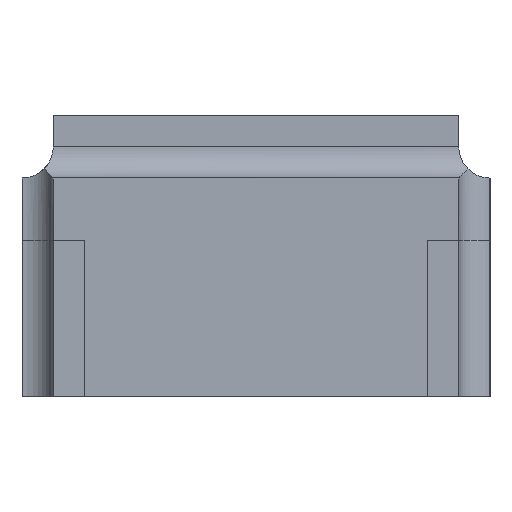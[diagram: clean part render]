
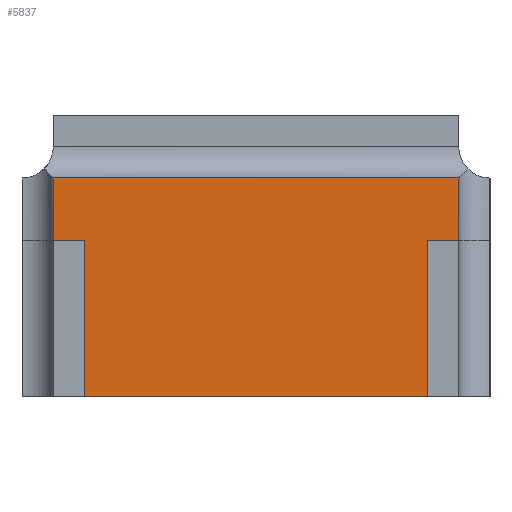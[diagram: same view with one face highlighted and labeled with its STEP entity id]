
A CAD part, left-side view. The second image highlights one B-rep face of the part: STEP entity #5837.
In plain terms, the highlighted planar face has unit normal (-1, 0, 0).
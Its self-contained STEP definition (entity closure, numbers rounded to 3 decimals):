
#158=PLANE('',#6137);
#414=FACE_OUTER_BOUND('',#746,.T.);
#746=EDGE_LOOP('',(#4628,#4629,#4630,#4631,#4632,#4633,#4634,#4635));
#1162=LINE('',#9136,#1758);
#1163=LINE('',#9141,#1759);
#1172=LINE('',#9160,#1768);
#1177=LINE('',#9171,#1773);
#1194=LINE('',#9204,#1790);
#1195=LINE('',#9206,#1791);
#1198=LINE('',#9212,#1794);
#1199=LINE('',#9214,#1795);
#1758=VECTOR('',#6666,10.);
#1759=VECTOR('',#6673,10.);
#1768=VECTOR('',#6686,10.);
#1773=VECTOR('',#6695,10.);
#1790=VECTOR('',#6724,10.);
#1791=VECTOR('',#6725,10.);
#1794=VECTOR('',#6732,10.);
#1795=VECTOR('',#6735,10.);
#2621=VERTEX_POINT('',#9133);
#2622=VERTEX_POINT('',#9135);
#2623=VERTEX_POINT('',#9139);
#2629=VERTEX_POINT('',#9154);
#2631=VERTEX_POINT('',#9158);
#2634=VERTEX_POINT('',#9168);
#2635=VERTEX_POINT('',#9170);
#2646=VERTEX_POINT('',#9205);
#3325=EDGE_CURVE('',#2622,#2621,#1162,.T.);
#3328=EDGE_CURVE('',#2621,#2623,#1163,.T.);
#3337=EDGE_CURVE('',#2629,#2631,#1172,.T.);
#3342=EDGE_CURVE('',#2635,#2634,#1177,.T.);
#3359=EDGE_CURVE('',#2631,#2622,#1194,.T.);
#3360=EDGE_CURVE('',#2646,#2635,#1195,.T.);
#3364=EDGE_CURVE('',#2646,#2623,#1198,.T.);
#3365=EDGE_CURVE('',#2634,#2629,#1199,.T.);
#4628=ORIENTED_EDGE('',*,*,#3328,.T.);
#4629=ORIENTED_EDGE('',*,*,#3364,.F.);
#4630=ORIENTED_EDGE('',*,*,#3360,.T.);
#4631=ORIENTED_EDGE('',*,*,#3342,.T.);
#4632=ORIENTED_EDGE('',*,*,#3365,.T.);
#4633=ORIENTED_EDGE('',*,*,#3337,.T.);
#4634=ORIENTED_EDGE('',*,*,#3359,.T.);
#4635=ORIENTED_EDGE('',*,*,#3325,.T.);
#5837=ADVANCED_FACE('',(#414),#158,.T.);
#6137=AXIS2_PLACEMENT_3D('',#9215,#6736,#6737);
#6666=DIRECTION('',(0.,0.,1.));
#6673=DIRECTION('',(0.,1.,0.));
#6686=DIRECTION('',(0.,0.,1.));
#6695=DIRECTION('',(0.,0.,-1.));
#6724=DIRECTION('',(0.,-1.,0.));
#6725=DIRECTION('',(0.,-1.,0.));
#6732=DIRECTION('',(0.,0.,1.));
#6735=DIRECTION('',(0.,-1.,0.));
#6736=DIRECTION('center_axis',(-1.,0.,0.));
#6737=DIRECTION('ref_axis',(0.,-1.,0.));
#9133=CARTESIAN_POINT('',(0.,0.1,0.7));
#9135=CARTESIAN_POINT('',(0.,0.1,0.5));
#9136=CARTESIAN_POINT('',(0.,0.1,0.));
#9139=CARTESIAN_POINT('',(0.,1.4,0.7));
#9141=CARTESIAN_POINT('',(0.,0.,0.7));
#9154=CARTESIAN_POINT('',(0.,0.2,0.));
#9158=CARTESIAN_POINT('',(0.,0.2,0.5));
#9160=CARTESIAN_POINT('',(0.,0.2,0.));
#9168=CARTESIAN_POINT('',(0.,1.3,0.));
#9170=CARTESIAN_POINT('',(0.,1.3,0.5));
#9171=CARTESIAN_POINT('',(0.,1.3,0.));
#9204=CARTESIAN_POINT('',(0.,1.075,0.5));
#9205=CARTESIAN_POINT('',(0.,1.4,0.5));
#9206=CARTESIAN_POINT('',(0.,1.075,0.5));
#9212=CARTESIAN_POINT('',(0.,1.4,0.));
#9214=CARTESIAN_POINT('',(0.,1.5,0.));
#9215=CARTESIAN_POINT('Origin',(0.,1.4,0.));
